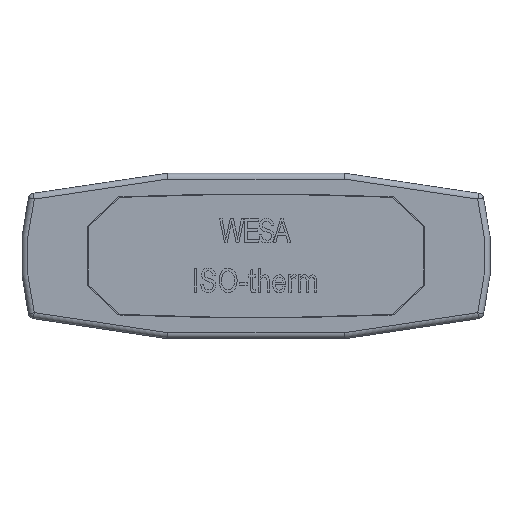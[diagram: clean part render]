
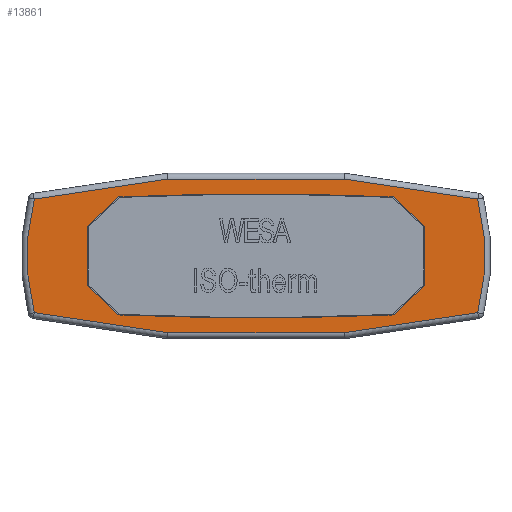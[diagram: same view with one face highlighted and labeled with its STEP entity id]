
A CAD part, top view. The second image highlights one B-rep face of the part: STEP entity #13861.
In plain terms, the highlighted planar face has unit normal (0, 0, 1).
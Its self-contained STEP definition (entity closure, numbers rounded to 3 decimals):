
#439=CIRCLE('',#15148,38.75);
#441=CIRCLE('',#15151,38.75);
#442=CIRCLE('',#15152,538.206);
#443=CIRCLE('',#15153,538.206);
#3627=ORIENTED_EDGE('',*,*,#6178,.F.);
#3628=ORIENTED_EDGE('',*,*,#6179,.F.);
#3629=ORIENTED_EDGE('',*,*,#6180,.T.);
#3630=ORIENTED_EDGE('',*,*,#6181,.T.);
#3631=ORIENTED_EDGE('',*,*,#6107,.T.);
#3632=ORIENTED_EDGE('',*,*,#6182,.T.);
#3633=ORIENTED_EDGE('',*,*,#6176,.T.);
#3634=ORIENTED_EDGE('',*,*,#6136,.F.);
#3635=ORIENTED_EDGE('',*,*,#6183,.T.);
#3636=ORIENTED_EDGE('',*,*,#6184,.F.);
#3637=ORIENTED_EDGE('',*,*,#6185,.F.);
#3638=ORIENTED_EDGE('',*,*,#6186,.F.);
#3639=ORIENTED_EDGE('',*,*,#6187,.F.);
#3640=ORIENTED_EDGE('',*,*,#6188,.F.);
#3641=ORIENTED_EDGE('',*,*,#6189,.F.);
#3642=ORIENTED_EDGE('',*,*,#6190,.F.);
#6107=EDGE_CURVE('',#7631,#7632,#9268,.T.);
#6136=EDGE_CURVE('',#7653,#7637,#9286,.T.);
#6176=EDGE_CURVE('',#7640,#7637,#439,.T.);
#6178=EDGE_CURVE('',#7676,#7653,#9318,.T.);
#6179=EDGE_CURVE('',#7677,#7676,#9319,.T.);
#6180=EDGE_CURVE('',#7677,#7678,#441,.T.);
#6181=EDGE_CURVE('',#7678,#7631,#9320,.T.);
#6182=EDGE_CURVE('',#7632,#7640,#9321,.T.);
#6183=EDGE_CURVE('',#7679,#7680,#442,.T.);
#6184=EDGE_CURVE('',#7681,#7680,#9322,.T.);
#6185=EDGE_CURVE('',#7682,#7681,#9323,.T.);
#6186=EDGE_CURVE('',#7683,#7682,#9324,.T.);
#6187=EDGE_CURVE('',#7684,#7683,#443,.T.);
#6188=EDGE_CURVE('',#7685,#7684,#9325,.T.);
#6189=EDGE_CURVE('',#7686,#7685,#9326,.T.);
#6190=EDGE_CURVE('',#7679,#7686,#9327,.T.);
#7631=VERTEX_POINT('',#22385);
#7632=VERTEX_POINT('',#22386);
#7637=VERTEX_POINT('',#22397);
#7640=VERTEX_POINT('',#22404);
#7653=VERTEX_POINT('',#22443);
#7676=VERTEX_POINT('',#22525);
#7677=VERTEX_POINT('',#22527);
#7678=VERTEX_POINT('',#22529);
#7679=VERTEX_POINT('',#22533);
#7680=VERTEX_POINT('',#22534);
#7681=VERTEX_POINT('',#22536);
#7682=VERTEX_POINT('',#22538);
#7683=VERTEX_POINT('',#22540);
#7684=VERTEX_POINT('',#22542);
#7685=VERTEX_POINT('',#22544);
#7686=VERTEX_POINT('',#22546);
#9268=LINE('',#22384,#10770);
#9286=LINE('',#22442,#10788);
#9318=LINE('',#22524,#10820);
#9319=LINE('',#22526,#10821);
#9320=LINE('',#22530,#10822);
#9321=LINE('',#22531,#10823);
#9322=LINE('',#22535,#10824);
#9323=LINE('',#22537,#10825);
#9324=LINE('',#22539,#10826);
#9325=LINE('',#22543,#10827);
#9326=LINE('',#22545,#10828);
#9327=LINE('',#22547,#10829);
#10770=VECTOR('',#18132,1000.);
#10788=VECTOR('',#18186,1000.);
#10820=VECTOR('',#18272,1000.);
#10821=VECTOR('',#18273,1000.);
#10822=VECTOR('',#18276,1000.);
#10823=VECTOR('',#18277,1000.);
#10824=VECTOR('',#18280,1000.);
#10825=VECTOR('',#18281,1000.);
#10826=VECTOR('',#18282,1000.);
#10827=VECTOR('',#18285,1000.);
#10828=VECTOR('',#18286,1000.);
#10829=VECTOR('',#18287,1000.);
#11557=EDGE_LOOP('',(#3627,#3628,#3629,#3630,#3631,#3632,#3633,#3634));
#11558=EDGE_LOOP('',(#3635,#3636,#3637,#3638,#3639,#3640,#3641,#3642));
#12439=FACE_BOUND('',#11557,.T.);
#12440=FACE_BOUND('',#11558,.T.);
#13249=PLANE('',#15150);
#13861=ADVANCED_FACE('',(#12439,#12440),#13249,.T.);
#15148=AXIS2_PLACEMENT_3D('',#22521,#18266,#18267);
#15150=AXIS2_PLACEMENT_3D('',#22523,#18270,#18271);
#15151=AXIS2_PLACEMENT_3D('',#22528,#18274,#18275);
#15152=AXIS2_PLACEMENT_3D('',#22532,#18278,#18279);
#15153=AXIS2_PLACEMENT_3D('',#22541,#18283,#18284);
#18132=DIRECTION('',(1.,0.,0.));
#18186=DIRECTION('',(0.989,-0.148,0.));
#18266=DIRECTION('',(0.,0.,1.));
#18267=DIRECTION('',(1.,0.,0.));
#18270=DIRECTION('',(0.,0.,1.));
#18271=DIRECTION('',(1.,0.,0.));
#18272=DIRECTION('',(1.,0.,0.));
#18273=DIRECTION('',(0.989,0.148,0.));
#18274=DIRECTION('',(0.,0.,1.));
#18275=DIRECTION('',(1.,0.,0.));
#18276=DIRECTION('',(0.989,-0.148,0.));
#18277=DIRECTION('',(0.989,0.148,0.));
#18278=DIRECTION('',(0.,0.,-1.));
#18279=DIRECTION('',(1.,0.,0.));
#18280=DIRECTION('',(0.728,-0.686,0.));
#18281=DIRECTION('',(0.,-1.,0.));
#18282=DIRECTION('',(-0.728,-0.686,0.));
#18283=DIRECTION('',(0.,0.,1.));
#18284=DIRECTION('',(1.,0.,0.));
#18285=DIRECTION('',(-0.728,0.686,0.));
#18286=DIRECTION('',(0.,1.,0.));
#18287=DIRECTION('',(0.728,0.686,0.));
#22384=CARTESIAN_POINT('',(-15.,-13.,48.));
#22385=CARTESIAN_POINT('',(-14.925,-13.,48.));
#22386=CARTESIAN_POINT('',(14.925,-13.,48.));
#22397=CARTESIAN_POINT('',(37.54,9.609,48.));
#22404=CARTESIAN_POINT('',(37.54,-9.609,48.));
#22442=CARTESIAN_POINT('',(4.164,14.614,48.));
#22443=CARTESIAN_POINT('',(14.925,13.,48.));
#22521=CARTESIAN_POINT('',(0.,0.,48.));
#22523=CARTESIAN_POINT('',(4.164,7.588,48.));
#22524=CARTESIAN_POINT('',(4.164,13.,48.));
#22525=CARTESIAN_POINT('',(-14.925,13.,48.));
#22526=CARTESIAN_POINT('',(4.164,15.863,48.));
#22527=CARTESIAN_POINT('',(-37.54,9.609,48.));
#22528=CARTESIAN_POINT('',(0.,0.,48.));
#22529=CARTESIAN_POINT('',(-37.54,-9.609,48.));
#22530=CARTESIAN_POINT('',(4.164,-15.863,48.));
#22531=CARTESIAN_POINT('',(4.164,-14.614,48.));
#22532=CARTESIAN_POINT('',(0.,527.706,48.));
#22533=CARTESIAN_POINT('',(23.194,-10.,48.));
#22534=CARTESIAN_POINT('',(-23.194,-10.,48.));
#22535=CARTESIAN_POINT('',(0.,-31.856,48.));
#22536=CARTESIAN_POINT('',(-28.5,-5.,48.));
#22537=CARTESIAN_POINT('',(-28.5,0.,48.));
#22538=CARTESIAN_POINT('',(-28.5,5.,48.));
#22539=CARTESIAN_POINT('',(0.,31.856,48.));
#22540=CARTESIAN_POINT('',(-23.194,10.,48.));
#22541=CARTESIAN_POINT('',(0.,-527.706,48.));
#22542=CARTESIAN_POINT('',(23.194,10.,48.));
#22543=CARTESIAN_POINT('',(0.,31.856,48.));
#22544=CARTESIAN_POINT('',(28.5,5.,48.));
#22545=CARTESIAN_POINT('',(28.5,0.,48.));
#22546=CARTESIAN_POINT('',(28.5,-5.,48.));
#22547=CARTESIAN_POINT('',(0.,-31.856,48.));
